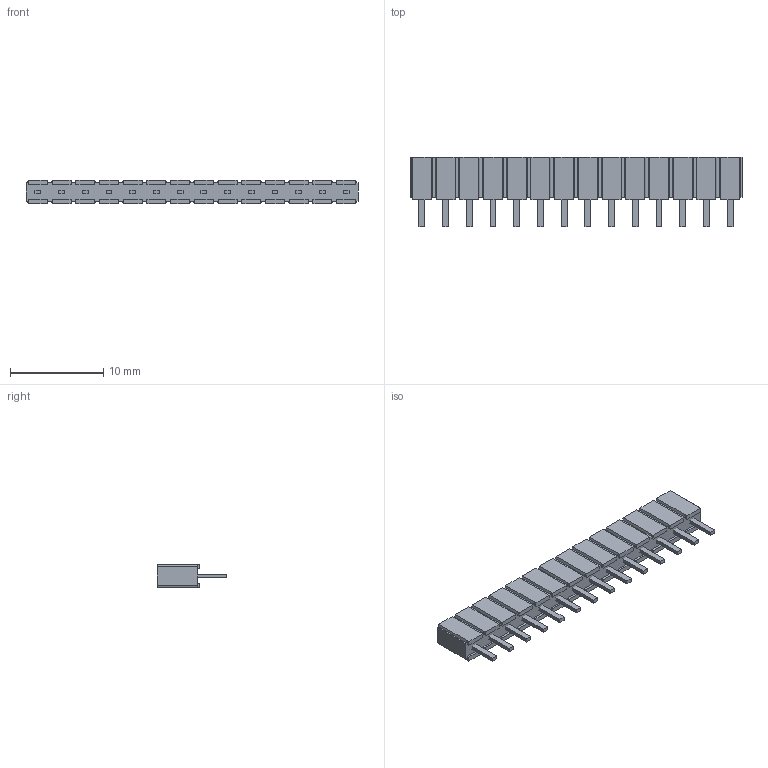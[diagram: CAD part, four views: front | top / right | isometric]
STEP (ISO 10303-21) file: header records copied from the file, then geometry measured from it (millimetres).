
FILE_DESCRIPTION( ( 'STEP AP203' ), '1' );
FILE_NAME( 'SLW-114-01-G-S.stp', '2022-06-18T06:07:06', ( 'License CC BY-ND 4.0' ), ( 'CADENAS' ), ' ', 'PARTsolutions', ' ' );
FILE_SCHEMA( ( 'CONFIG_CONTROL_DESIGN' ) );
Length unit declared in the file: inch
Products named in the file (3): SLW-114-01-G-S; _SLW-114-01-S_socket; _C-28-01-14-S
Assembly tree (2 placements, depth 2):
  SLW-114-01-G-S
    _SLW-114-01-S_socket
    _C-28-01-14-S
Bounding box: 35.56 x 7.49 x 2.54 mm (x, y, z)
Volume: 526.8 mm3; surface area: 1339 mm2
Topology: 2 solids, 2 shells, 446 faces, 1144 edges, 744 vertices
Faces by surface type: plane 446
Entity records: 13268 total; most frequent: CARTESIAN_POINT 2337, ORIENTED_EDGE 2288, DIRECTION 2042, EDGE_CURVE 1144, LINE 1144, VECTOR 1144, VERTEX_POINT 744, EDGE_LOOP 488
